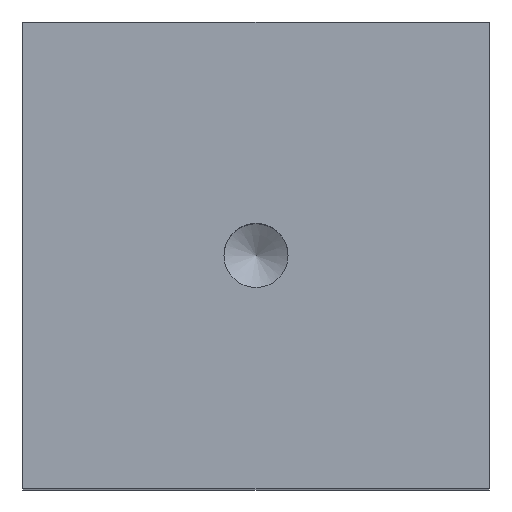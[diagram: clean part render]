
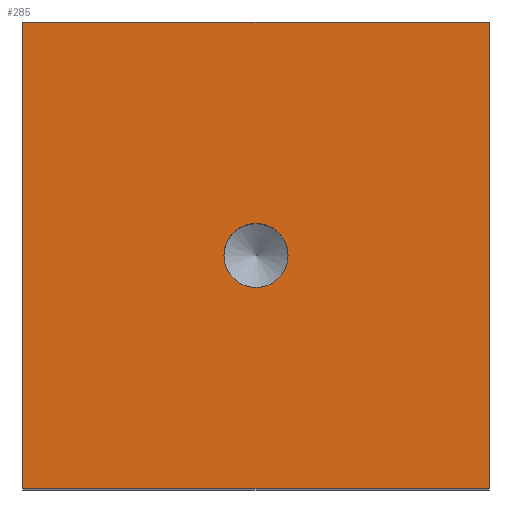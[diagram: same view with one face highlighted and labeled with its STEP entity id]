
A CAD part, top view. The second image highlights one B-rep face of the part: STEP entity #285.
In plain terms, the highlighted planar face has unit normal (0, 0, 1).
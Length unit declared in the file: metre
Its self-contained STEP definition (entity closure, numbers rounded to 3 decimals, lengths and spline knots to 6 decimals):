
#43=PLANE('',#316);
#48=CIRCLE('',#315,0.001375);
#55=LINE('',#1570,#73);
#59=LINE('',#1579,#77);
#62=LINE('',#1585,#80);
#65=LINE('',#1591,#83);
#73=VECTOR('',#343,1.);
#77=VECTOR('',#349,1.);
#80=VECTOR('',#354,1.);
#83=VECTOR('',#359,1.);
#152=ORIENTED_EDGE('',*,*,#192,.F.);
#153=ORIENTED_EDGE('',*,*,#179,.F.);
#154=ORIENTED_EDGE('',*,*,#183,.T.);
#155=ORIENTED_EDGE('',*,*,#186,.T.);
#156=ORIENTED_EDGE('',*,*,#189,.F.);
#179=EDGE_CURVE('',#208,#209,#55,.T.);
#183=EDGE_CURVE('',#208,#212,#59,.T.);
#186=EDGE_CURVE('',#212,#214,#62,.T.);
#189=EDGE_CURVE('',#209,#214,#65,.T.);
#192=EDGE_CURVE('',#218,#218,#48,.T.);
#208=VERTEX_POINT('',#1571);
#209=VERTEX_POINT('',#1572);
#212=VERTEX_POINT('',#1580);
#214=VERTEX_POINT('',#1586);
#218=VERTEX_POINT('',#1600);
#242=EDGE_LOOP('',(#152));
#243=EDGE_LOOP('',(#153,#154,#155,#156));
#264=FACE_BOUND('',#242,.T.);
#265=FACE_BOUND('',#243,.T.);
#285=ADVANCED_FACE('',(#264,#265),#43,.T.);
#315=AXIS2_PLACEMENT_3D('',#1599,#369,#370);
#316=AXIS2_PLACEMENT_3D('',#1601,#371,#372);
#343=DIRECTION('',(0.,1.,0.));
#349=DIRECTION('',(1.,0.,0.));
#354=DIRECTION('',(0.,1.,0.));
#359=DIRECTION('',(1.,0.,0.));
#369=DIRECTION('',(0.,0.,1.));
#370=DIRECTION('',(1.,0.,0.));
#371=DIRECTION('',(0.,0.,1.));
#372=DIRECTION('',(1.,0.,0.));
#1570=CARTESIAN_POINT('',(-0.01,0.,0.055));
#1571=CARTESIAN_POINT('',(-0.01,-0.01,0.055));
#1572=CARTESIAN_POINT('',(-0.01,0.01,0.055));
#1579=CARTESIAN_POINT('',(0.,-0.01,0.055));
#1580=CARTESIAN_POINT('',(0.01,-0.01,0.055));
#1585=CARTESIAN_POINT('',(0.01,0.,0.055));
#1586=CARTESIAN_POINT('',(0.01,0.01,0.055));
#1591=CARTESIAN_POINT('',(0.,0.01,0.055));
#1599=CARTESIAN_POINT('',(0.,0.,0.055));
#1600=CARTESIAN_POINT('',(0.001375,0.,0.055));
#1601=CARTESIAN_POINT('',(0.,0.,0.055));
